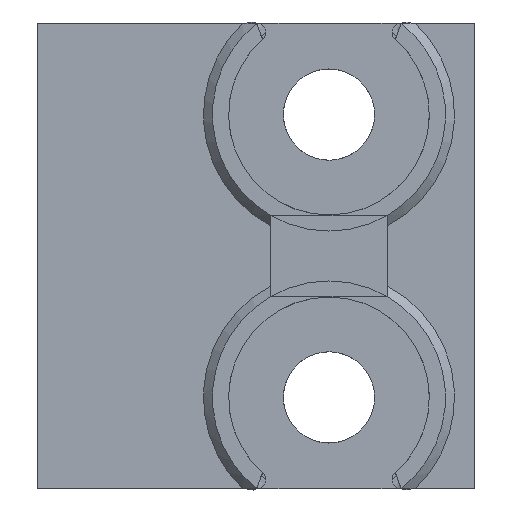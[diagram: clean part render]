
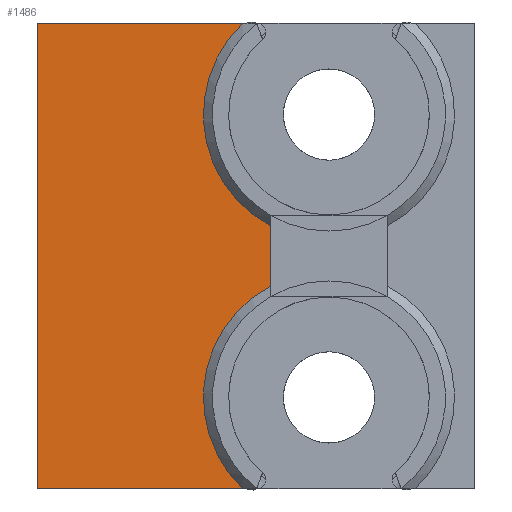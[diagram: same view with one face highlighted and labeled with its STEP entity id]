
A CAD part, front view. The second image highlights one B-rep face of the part: STEP entity #1486.
In plain terms, the highlighted planar face has unit normal (0, -1, 0).
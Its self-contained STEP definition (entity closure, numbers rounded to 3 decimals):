
#32 = EDGE_CURVE('',#33,#35,#37,.T.);
#33 = VERTEX_POINT('',#34);
#34 = CARTESIAN_POINT('',(0.,0.,0.));
#35 = VERTEX_POINT('',#36);
#36 = CARTESIAN_POINT('',(11.269,0.,
    0.));
#37 = SURFACE_CURVE('',#38,(#42,#54),.PCURVE_S1.);
#38 = LINE('',#39,#40);
#39 = CARTESIAN_POINT('',(0.,0.,0.));
#40 = VECTOR('',#41,1.);
#41 = DIRECTION('',(1.,0.,0.));
#42 = PCURVE('',#43,#48);
#43 = PLANE('',#44);
#44 = AXIS2_PLACEMENT_3D('',#45,#46,#47);
#45 = CARTESIAN_POINT('',(3.,4.5,0.));
#46 = DIRECTION('',(0.,0.,-1.));
#47 = DIRECTION('',(-1.,0.,0.));
#48 = DEFINITIONAL_REPRESENTATION('',(#49),#53);
#49 = LINE('',#50,#51);
#50 = CARTESIAN_POINT('',(3.,-4.5));
#51 = VECTOR('',#52,1.);
#52 = DIRECTION('',(-1.,0.));
#53 = ( GEOMETRIC_REPRESENTATION_CONTEXT(2) 
PARAMETRIC_REPRESENTATION_CONTEXT() REPRESENTATION_CONTEXT('2D SPACE',''
  ) );
#54 = PCURVE('',#55,#60);
#55 = PLANE('',#56);
#56 = AXIS2_PLACEMENT_3D('',#57,#58,#59);
#57 = CARTESIAN_POINT('',(0.,0.,0.));
#58 = DIRECTION('',(0.,1.,0.));
#59 = DIRECTION('',(1.,0.,0.));
#60 = DEFINITIONAL_REPRESENTATION('',(#61),#65);
#61 = LINE('',#62,#63);
#62 = CARTESIAN_POINT('',(0.,0.));
#63 = VECTOR('',#64,1.);
#64 = DIRECTION('',(1.,0.));
#65 = ( GEOMETRIC_REPRESENTATION_CONTEXT(2) 
PARAMETRIC_REPRESENTATION_CONTEXT() REPRESENTATION_CONTEXT('2D SPACE',''
  ) );
#88 = CYLINDRICAL_SURFACE('',#89,4.875);
#89 = AXIS2_PLACEMENT_3D('',#90,#91,#92);
#90 = CARTESIAN_POINT('',(4.875,0.,0.));
#91 = DIRECTION('',(-0.,-0.,-1.));
#92 = DIRECTION('',(1.,0.,0.));
#1486 = ADVANCED_FACE('',(#1487),#55,.F.);
#1487 = FACE_BOUND('',#1488,.F.);
#1488 = EDGE_LOOP('',(#1489,#1490,#1513,#1541,#1574,#1600));
#1489 = ORIENTED_EDGE('',*,*,#32,.F.);
#1490 = ORIENTED_EDGE('',*,*,#1491,.T.);
#1491 = EDGE_CURVE('',#33,#1492,#1494,.T.);
#1492 = VERTEX_POINT('',#1493);
#1493 = CARTESIAN_POINT('',(0.,0.,25.5));
#1494 = SURFACE_CURVE('',#1495,(#1499,#1506),.PCURVE_S1.);
#1495 = LINE('',#1496,#1497);
#1496 = CARTESIAN_POINT('',(0.,0.,0.));
#1497 = VECTOR('',#1498,1.);
#1498 = DIRECTION('',(0.,0.,1.));
#1499 = PCURVE('',#55,#1500);
#1500 = DEFINITIONAL_REPRESENTATION('',(#1501),#1505);
#1501 = LINE('',#1502,#1503);
#1502 = CARTESIAN_POINT('',(0.,0.));
#1503 = VECTOR('',#1504,1.);
#1504 = DIRECTION('',(0.,-1.));
#1505 = ( GEOMETRIC_REPRESENTATION_CONTEXT(2) 
PARAMETRIC_REPRESENTATION_CONTEXT() REPRESENTATION_CONTEXT('2D SPACE',''
  ) );
#1506 = PCURVE('',#88,#1507);
#1507 = DEFINITIONAL_REPRESENTATION('',(#1508),#1512);
#1508 = LINE('',#1509,#1510);
#1509 = CARTESIAN_POINT('',(-3.142,0.));
#1510 = VECTOR('',#1511,1.);
#1511 = DIRECTION('',(-0.,-1.));
#1512 = ( GEOMETRIC_REPRESENTATION_CONTEXT(2) 
PARAMETRIC_REPRESENTATION_CONTEXT() REPRESENTATION_CONTEXT('2D SPACE',''
  ) );
#1513 = ORIENTED_EDGE('',*,*,#1514,.T.);
#1514 = EDGE_CURVE('',#1492,#1515,#1517,.T.);
#1515 = VERTEX_POINT('',#1516);
#1516 = CARTESIAN_POINT('',(11.269,0.,25.5));
#1517 = SURFACE_CURVE('',#1518,(#1522,#1529),.PCURVE_S1.);
#1518 = LINE('',#1519,#1520);
#1519 = CARTESIAN_POINT('',(0.,0.,25.5));
#1520 = VECTOR('',#1521,1.);
#1521 = DIRECTION('',(1.,0.,0.));
#1522 = PCURVE('',#55,#1523);
#1523 = DEFINITIONAL_REPRESENTATION('',(#1524),#1528);
#1524 = LINE('',#1525,#1526);
#1525 = CARTESIAN_POINT('',(0.,-25.5));
#1526 = VECTOR('',#1527,1.);
#1527 = DIRECTION('',(1.,0.));
#1528 = ( GEOMETRIC_REPRESENTATION_CONTEXT(2) 
PARAMETRIC_REPRESENTATION_CONTEXT() REPRESENTATION_CONTEXT('2D SPACE',''
  ) );
#1529 = PCURVE('',#1530,#1535);
#1530 = PLANE('',#1531);
#1531 = AXIS2_PLACEMENT_3D('',#1532,#1533,#1534);
#1532 = CARTESIAN_POINT('',(3.,4.5,25.5));
#1533 = DIRECTION('',(0.,0.,-1.));
#1534 = DIRECTION('',(-1.,0.,0.));
#1535 = DEFINITIONAL_REPRESENTATION('',(#1536),#1540);
#1536 = LINE('',#1537,#1538);
#1537 = CARTESIAN_POINT('',(3.,-4.5));
#1538 = VECTOR('',#1539,1.);
#1539 = DIRECTION('',(-1.,0.));
#1540 = ( GEOMETRIC_REPRESENTATION_CONTEXT(2) 
PARAMETRIC_REPRESENTATION_CONTEXT() REPRESENTATION_CONTEXT('2D SPACE',''
  ) );
#1541 = ORIENTED_EDGE('',*,*,#1542,.T.);
#1542 = EDGE_CURVE('',#1515,#1543,#1545,.T.);
#1543 = VERTEX_POINT('',#1544);
#1544 = CARTESIAN_POINT('',(12.808,0.,14.401));
#1545 = SURFACE_CURVE('',#1546,(#1551,#1562),.PCURVE_S1.);
#1546 = CIRCLE('',#1547,6.884);
#1547 = AXIS2_PLACEMENT_3D('',#1548,#1549,#1550);
#1548 = CARTESIAN_POINT('',(16.,0.,20.5));
#1549 = DIRECTION('',(0.,-1.,-0.));
#1550 = DIRECTION('',(-0.622,-0.,0.783));
#1551 = PCURVE('',#55,#1552);
#1552 = DEFINITIONAL_REPRESENTATION('',(#1553),#1561);
#1553 = ( BOUNDED_CURVE() B_SPLINE_CURVE(2,(#1554,#1555,#1556,#1557,
#1558,#1559,#1560),.UNSPECIFIED.,.T.,.F.) B_SPLINE_CURVE_WITH_KNOTS((1,2
    ,2,2,2,1),(-2.094,0.,2.094,4.189,
6.283,8.378),.UNSPECIFIED.) CURVE() 
GEOMETRIC_REPRESENTATION_ITEM() RATIONAL_B_SPLINE_CURVE((1.,0.5,1.,0.5,
1.,0.5,1.)) REPRESENTATION_ITEM('') );
#1554 = CARTESIAN_POINT('',(11.721,-25.892));
#1555 = CARTESIAN_POINT('',(2.382,-18.479));
#1556 = CARTESIAN_POINT('',(13.47,-14.098));
#1557 = CARTESIAN_POINT('',(24.559,-9.717));
#1558 = CARTESIAN_POINT('',(22.809,-21.51));
#1559 = CARTESIAN_POINT('',(21.059,-33.304));
#1560 = CARTESIAN_POINT('',(11.721,-25.892));
#1561 = ( GEOMETRIC_REPRESENTATION_CONTEXT(2) 
PARAMETRIC_REPRESENTATION_CONTEXT() REPRESENTATION_CONTEXT('2D SPACE',''
  ) );
#1562 = PCURVE('',#1563,#1568);
#1563 = CONICAL_SURFACE('',#1564,6.384,0.785);
#1564 = AXIS2_PLACEMENT_3D('',#1565,#1566,#1567);
#1565 = CARTESIAN_POINT('',(16.,-0.5,20.5));
#1566 = DIRECTION('',(-0.,1.,0.));
#1567 = DIRECTION('',(-0.622,-0.,0.783));
#1568 = DEFINITIONAL_REPRESENTATION('',(#1569),#1573);
#1569 = LINE('',#1570,#1571);
#1570 = CARTESIAN_POINT('',(0.,0.5));
#1571 = VECTOR('',#1572,1.);
#1572 = DIRECTION('',(-1.,-0.));
#1573 = ( GEOMETRIC_REPRESENTATION_CONTEXT(2) 
PARAMETRIC_REPRESENTATION_CONTEXT() REPRESENTATION_CONTEXT('2D SPACE',''
  ) );
#1574 = ORIENTED_EDGE('',*,*,#1575,.T.);
#1575 = EDGE_CURVE('',#1543,#1576,#1578,.T.);
#1576 = VERTEX_POINT('',#1577);
#1577 = CARTESIAN_POINT('',(12.808,0.,
    11.099));
#1578 = SURFACE_CURVE('',#1579,(#1583,#1589),.PCURVE_S1.);
#1579 = LINE('',#1580,#1581);
#1580 = CARTESIAN_POINT('',(12.808,0.,5.264));
#1581 = VECTOR('',#1582,1.);
#1582 = DIRECTION('',(0.,0.,-1.));
#1583 = PCURVE('',#55,#1584);
#1584 = DEFINITIONAL_REPRESENTATION('',(#1585),#1588);
#1585 = B_SPLINE_CURVE_WITH_KNOTS('',1,(#1586,#1587),.UNSPECIFIED.,.F.,
  .F.,(2,2),(-10.152,-4.82),.PIECEWISE_BEZIER_KNOTS.);
#1586 = CARTESIAN_POINT('',(12.808,-15.416));
#1587 = CARTESIAN_POINT('',(12.808,-10.084));
#1588 = ( GEOMETRIC_REPRESENTATION_CONTEXT(2) 
PARAMETRIC_REPRESENTATION_CONTEXT() REPRESENTATION_CONTEXT('2D SPACE',''
  ) );
#1589 = PCURVE('',#1590,#1595);
#1590 = PLANE('',#1591);
#1591 = AXIS2_PLACEMENT_3D('',#1592,#1593,#1594);
#1592 = CARTESIAN_POINT('',(12.808,-1.5,10.528));
#1593 = DIRECTION('',(1.,0.,0.));
#1594 = DIRECTION('',(0.,0.,1.));
#1595 = DEFINITIONAL_REPRESENTATION('',(#1596),#1599);
#1596 = B_SPLINE_CURVE_WITH_KNOTS('',1,(#1597,#1598),.UNSPECIFIED.,.F.,
  .F.,(2,2),(-10.152,-4.82),.PIECEWISE_BEZIER_KNOTS.);
#1597 = CARTESIAN_POINT('',(4.888,-1.5));
#1598 = CARTESIAN_POINT('',(-0.444,-1.5));
#1599 = ( GEOMETRIC_REPRESENTATION_CONTEXT(2) 
PARAMETRIC_REPRESENTATION_CONTEXT() REPRESENTATION_CONTEXT('2D SPACE',''
  ) );
#1600 = ORIENTED_EDGE('',*,*,#1601,.T.);
#1601 = EDGE_CURVE('',#1576,#35,#1602,.T.);
#1602 = SURFACE_CURVE('',#1603,(#1608,#1619),.PCURVE_S1.);
#1603 = CIRCLE('',#1604,6.884);
#1604 = AXIS2_PLACEMENT_3D('',#1605,#1606,#1607);
#1605 = CARTESIAN_POINT('',(16.,0.,5.));
#1606 = DIRECTION('',(0.,-1.,-0.));
#1607 = DIRECTION('',(-0.5,-0.,0.866));
#1608 = PCURVE('',#55,#1609);
#1609 = DEFINITIONAL_REPRESENTATION('',(#1610),#1618);
#1610 = ( BOUNDED_CURVE() B_SPLINE_CURVE(2,(#1611,#1612,#1613,#1614,
#1615,#1616,#1617),.UNSPECIFIED.,.T.,.F.) B_SPLINE_CURVE_WITH_KNOTS((1,2
    ,2,2,2,1),(-2.094,0.,2.094,4.189,
6.283,8.378),.UNSPECIFIED.) CURVE() 
GEOMETRIC_REPRESENTATION_ITEM() RATIONAL_B_SPLINE_CURVE((1.,0.5,1.,0.5,
1.,0.5,1.)) REPRESENTATION_ITEM('') );
#1611 = CARTESIAN_POINT('',(12.558,-10.961));
#1612 = CARTESIAN_POINT('',(2.233,-5.));
#1613 = CARTESIAN_POINT('',(12.558,0.961));
#1614 = CARTESIAN_POINT('',(22.884,6.923));
#1615 = CARTESIAN_POINT('',(22.884,-5.));
#1616 = CARTESIAN_POINT('',(22.884,-16.923));
#1617 = CARTESIAN_POINT('',(12.558,-10.961));
#1618 = ( GEOMETRIC_REPRESENTATION_CONTEXT(2) 
PARAMETRIC_REPRESENTATION_CONTEXT() REPRESENTATION_CONTEXT('2D SPACE',''
  ) );
#1619 = PCURVE('',#1620,#1625);
#1620 = CONICAL_SURFACE('',#1621,6.384,0.785);
#1621 = AXIS2_PLACEMENT_3D('',#1622,#1623,#1624);
#1622 = CARTESIAN_POINT('',(16.,-0.5,5.));
#1623 = DIRECTION('',(-0.,1.,0.));
#1624 = DIRECTION('',(-0.5,-0.,0.866));
#1625 = DEFINITIONAL_REPRESENTATION('',(#1626),#1630);
#1626 = LINE('',#1627,#1628);
#1627 = CARTESIAN_POINT('',(0.,0.5));
#1628 = VECTOR('',#1629,1.);
#1629 = DIRECTION('',(-1.,-0.));
#1630 = ( GEOMETRIC_REPRESENTATION_CONTEXT(2) 
PARAMETRIC_REPRESENTATION_CONTEXT() REPRESENTATION_CONTEXT('2D SPACE',''
  ) );
